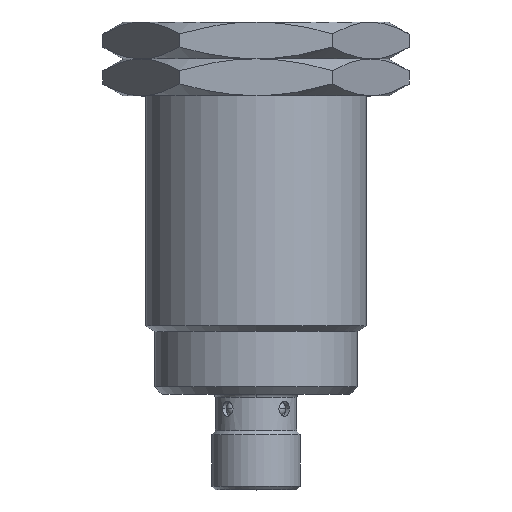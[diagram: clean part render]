
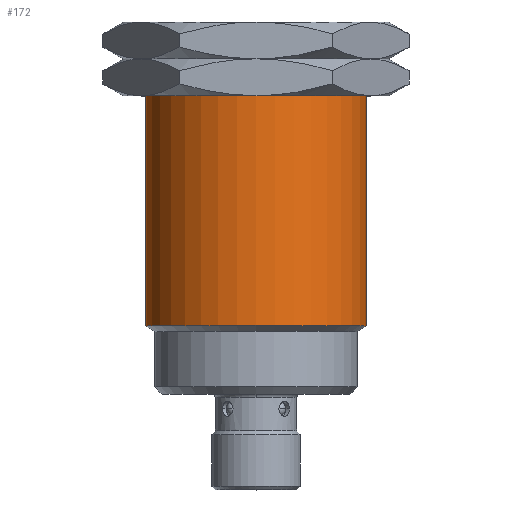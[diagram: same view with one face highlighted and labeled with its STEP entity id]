
A CAD part, top view. The second image highlights one B-rep face of the part: STEP entity #172.
In plain terms, the highlighted cylindrical face has radius 15 mm (diameter 30 mm), a partial arc.
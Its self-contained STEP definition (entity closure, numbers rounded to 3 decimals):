
#172=ADVANCED_FACE('',(#277),#278,.T.);
#277=FACE_OUTER_BOUND('',#496,.T.);
#278=CYLINDRICAL_SURFACE('',#497,15.0);
#496=EDGE_LOOP('',(#720,#721,#722,#723));
#497=AXIS2_PLACEMENT_3D('',#724,#725,#726);
#720=ORIENTED_EDGE('',*,*,#1464,.F.);
#721=ORIENTED_EDGE('',*,*,#1465,.T.);
#722=ORIENTED_EDGE('',*,*,#1466,.F.);
#723=ORIENTED_EDGE('',*,*,#1461,.F.);
#724=CARTESIAN_POINT('',(0.0,-21.0,0.0));
#725=DIRECTION('',(0.0,-1.0,0.0));
#726=DIRECTION('',(-1.0,0.0,0.0));
#1461=EDGE_CURVE('',#1679,#1682,#1683,.T.);
#1464=EDGE_CURVE('',#1687,#1679,#1688,.T.);
#1465=EDGE_CURVE('',#1687,#1689,#1690,.T.);
#1466=EDGE_CURVE('',#1682,#1689,#1691,.T.);
#1679=VERTEX_POINT('',#2029);
#1682=VERTEX_POINT('',#2033);
#1683=CIRCLE('',#2034,15.0);
#1687=VERTEX_POINT('',#2039);
#1688=LINE('',#2040,#2041);
#1689=VERTEX_POINT('',#2042);
#1690=CIRCLE('',#2043,15.0);
#1691=LINE('',#2044,#2045);
#2029=CARTESIAN_POINT('',(-15.0,-0.8,0.0));
#2033=CARTESIAN_POINT('',(15.0,-0.8,0.));
#2034=AXIS2_PLACEMENT_3D('',#3102,#3103,#3104);
#2039=CARTESIAN_POINT('',(-15.0,-41.2,0.0));
#2040=CARTESIAN_POINT('',(-15.0,-21.0,0.));
#2041=VECTOR('',#3109,1.0);
#2042=CARTESIAN_POINT('',(15.0,-41.2,0.));
#2043=AXIS2_PLACEMENT_3D('',#3110,#3111,#3112);
#2044=CARTESIAN_POINT('',(15.0,-21.0,0.));
#2045=VECTOR('',#3113,1.0);
#3102=CARTESIAN_POINT('',(0.0,-0.8,0.0));
#3103=DIRECTION('',(0.0,1.0,0.0));
#3104=DIRECTION('',(-1.0,0.0,0.0));
#3109=DIRECTION('',(0.0,1.0,0.0));
#3110=CARTESIAN_POINT('',(0.0,-41.2,0.0));
#3111=DIRECTION('',(0.0,1.0,0.0));
#3112=DIRECTION('',(-1.0,0.0,0.0));
#3113=DIRECTION('',(0.0,-1.0,0.0));
